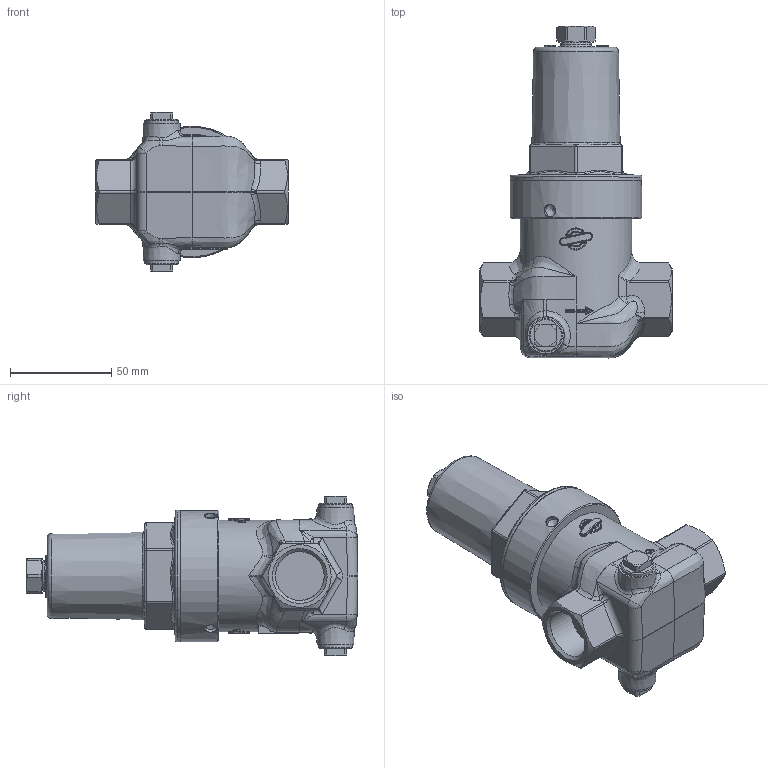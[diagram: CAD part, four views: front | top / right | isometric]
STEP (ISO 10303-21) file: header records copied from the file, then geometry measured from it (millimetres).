
FILE_DESCRIPTION(/* description */ (''),/* implementation_level */ '2;1');
FILE_NAME(/* name */ '075003.stp',/* time_stamp */ '2015-10-26T14:38:44+01:00',/* author */ ('powierski'),/* organization */ (''),/* preprocessor_version */ 'ST-DEVELOPER v15.6',/* originating_system */ 'Autodesk Inventor 2015',/* authorisation */ '');
FILE_SCHEMA (('AUTOMOTIVE_DESIGN { 1 0 10303 214 3 1 1 }'));
Length unit declared in the file: millimetre
Products named in the file (1): Bauteil9
Bounding box: 95 x 164.21 x 79 mm (x, y, z)
Volume: 379688.4 mm3; surface area: 41701.8 mm2
Topology: 1 solids, 1 shells, 844 faces, 2185 edges, 1348 vertices
Faces by surface type: bspline 427, plane 170, cylinder 129, cone 50, sphere 38, torus 30
Full cylindrical faces by diameter (mm): 2 x1, 6.1 x3, 10 x1, 10.2 x1, 15 x1, 16.5 x2, 24.12 x2, 55 x1, 65 x1
Entity records: 41339 total; most frequent: CARTESIAN_POINT 23586, ORIENTED_EDGE 4194, DIRECTION 2307, EDGE_CURVE 2097, VERTEX_POINT 1326, B_SPLINE_CURVE_WITH_KNOTS 1128, AXIS2_PLACEMENT_3D 972, EDGE_LOOP 915
